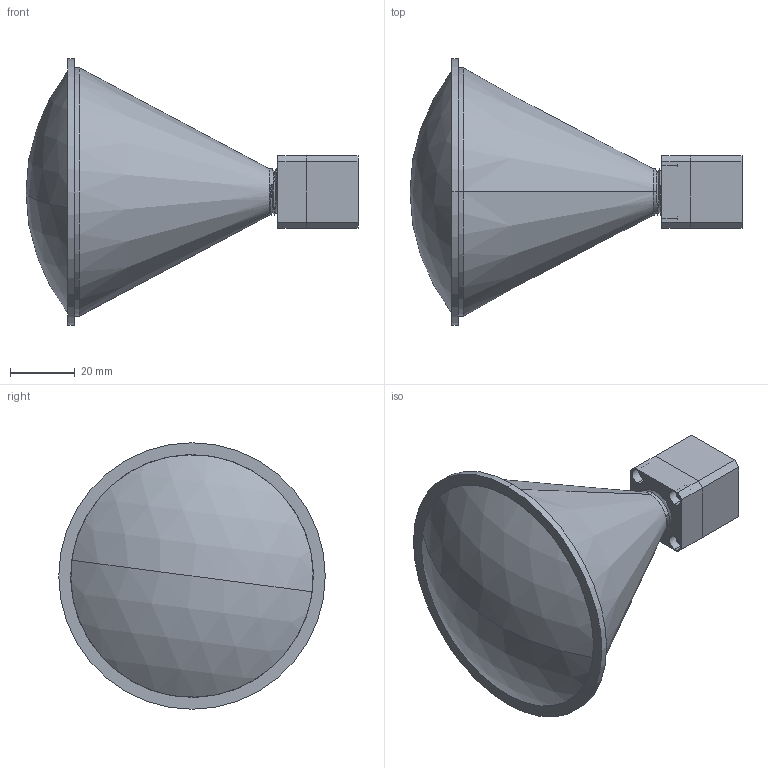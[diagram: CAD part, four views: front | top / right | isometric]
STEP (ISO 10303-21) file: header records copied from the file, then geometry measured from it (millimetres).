
FILE_DESCRIPTION (( 'STEP AP203' ), '1' );
FILE_NAME ('SAL-2232732212-42-S1.STEP', '2020-01-02T23:10:21', ( '' ), ( '' ), 'SwSTEP 2.0', 'SolidWorks 2016', '' );
FILE_SCHEMA (( 'CONFIG_CONTROL_DESIGN' ));
Length unit declared in the file: inch
Products named in the file (1): SAL-2232732212-42-S1
Bounding box: 102.51 x 82.3 x 82.3 mm (x, y, z)
Volume: 64712.7 mm3; surface area: 39321.3 mm2
Topology: 8 solids, 8 shells, 585 faces, 1562 edges, 1011 vertices
Faces by surface type: cylinder 422, plane 87, cone 64, bspline 10, sphere 2
Entity records: 26932 total; most frequent: CARTESIAN_POINT 14302, ORIENTED_EDGE 3124, DIRECTION 2181, EDGE_CURVE 1562, VERTEX_POINT 1011, AXIS2_PLACEMENT_3D 796, EDGE_LOOP 625, LINE 589
